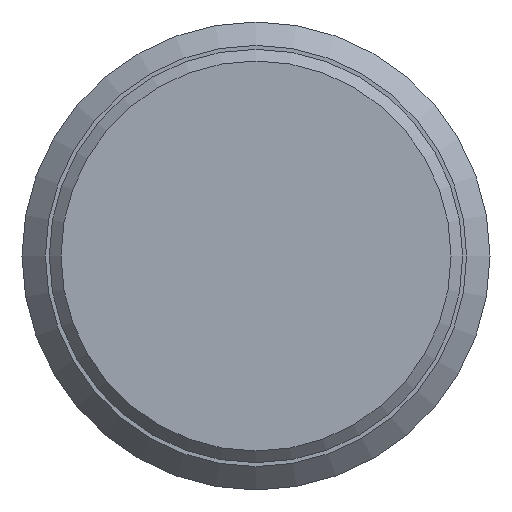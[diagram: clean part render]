
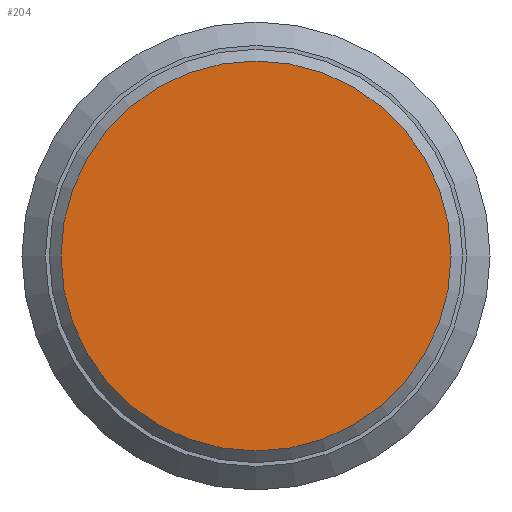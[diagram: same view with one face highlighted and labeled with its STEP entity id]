
A CAD part, front view. The second image highlights one B-rep face of the part: STEP entity #204.
In plain terms, the highlighted planar face has unit normal (0, -1, 0).
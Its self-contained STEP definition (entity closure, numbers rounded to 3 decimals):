
#52=FACE_OUTER_BOUND('',#66,.T.);
#66=EDGE_LOOP('',(#158));
#82=CIRCLE('',#243,5.);
#95=VERTEX_POINT('',#342);
#115=EDGE_CURVE('',#95,#95,#82,.T.);
#158=ORIENTED_EDGE('',*,*,#115,.F.);
#181=PLANE('',#247);
#204=ADVANCED_FACE('',(#52),#181,.T.);
#243=AXIS2_PLACEMENT_3D('',#343,#286,#287);
#247=AXIS2_PLACEMENT_3D('',#351,#296,#297);
#286=DIRECTION('center_axis',(0.,1.,0.));
#287=DIRECTION('ref_axis',(-1.,0.,0.));
#296=DIRECTION('center_axis',(0.,-1.,0.));
#297=DIRECTION('ref_axis',(0.,0.,-1.));
#342=CARTESIAN_POINT('',(4.383,-17.843,11.911));
#343=CARTESIAN_POINT('Origin',(-0.617,-17.843,11.911));
#351=CARTESIAN_POINT('Origin',(-0.617,-17.843,11.911));
